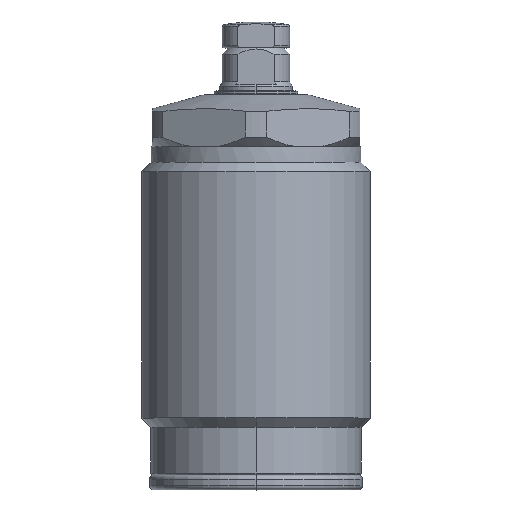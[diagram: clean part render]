
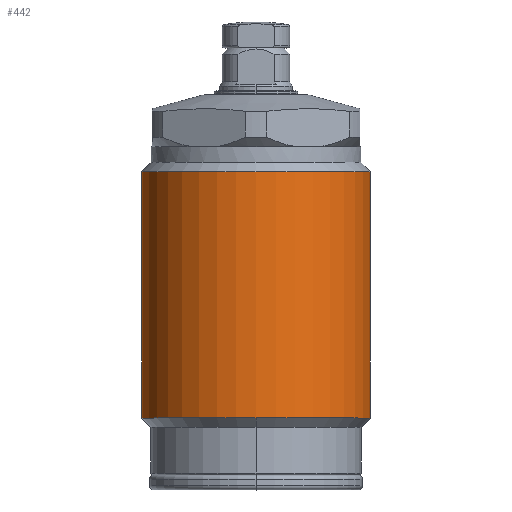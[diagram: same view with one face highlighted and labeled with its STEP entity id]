
A CAD part, top view. The second image highlights one B-rep face of the part: STEP entity #442.
In plain terms, the highlighted cylindrical face has radius 11 mm (diameter 22 mm), a full revolution.
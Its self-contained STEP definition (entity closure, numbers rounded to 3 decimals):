
#242=FACE_BOUND('',#779,.T.);
#243=FACE_BOUND('',#780,.T.);
#291=CYLINDRICAL_SURFACE('',#2667,11.);
#442=ADVANCED_FACE('',(#242,#243),#291,.T.);
#779=EDGE_LOOP('',(#1404));
#780=EDGE_LOOP('',(#1405,#1406,#1407,#1408,#1409,#1410));
#910=LINE('',#4295,#996);
#911=LINE('',#4300,#997);
#996=VECTOR('',#3314,1.);
#997=VECTOR('',#3317,1.);
#1404=ORIENTED_EDGE('',*,*,#2103,.T.);
#1405=ORIENTED_EDGE('',*,*,#2104,.T.);
#1406=ORIENTED_EDGE('',*,*,#2104,.F.);
#1407=ORIENTED_EDGE('',*,*,#2105,.T.);
#1408=ORIENTED_EDGE('',*,*,#2106,.T.);
#1409=ORIENTED_EDGE('',*,*,#2106,.F.);
#1410=ORIENTED_EDGE('',*,*,#2107,.T.);
#1833=VERTEX_POINT('',#4294);
#1834=VERTEX_POINT('',#4296);
#1835=VERTEX_POINT('',#4297);
#1836=VERTEX_POINT('',#4299);
#1837=VERTEX_POINT('',#4301);
#2103=EDGE_CURVE('',#1833,#1833,#2360,.T.);
#2104=EDGE_CURVE('',#1834,#1835,#910,.T.);
#2105=EDGE_CURVE('',#1834,#1836,#2361,.T.);
#2106=EDGE_CURVE('',#1836,#1837,#911,.T.);
#2107=EDGE_CURVE('',#1836,#1834,#2362,.T.);
#2360=CIRCLE('',#2664,11.);
#2361=CIRCLE('',#2665,11.);
#2362=CIRCLE('',#2666,11.);
#2664=AXIS2_PLACEMENT_3D('',#4293,#3312,#3313);
#2665=AXIS2_PLACEMENT_3D('',#4298,#3315,#3316);
#2666=AXIS2_PLACEMENT_3D('',#4302,#3318,#3319);
#2667=AXIS2_PLACEMENT_3D('',#4303,#3320,#3321);
#3312=DIRECTION('',(0.,-1.,0.));
#3313=DIRECTION('',(0.,0.,1.));
#3314=DIRECTION('',(0.,1.,0.));
#3315=DIRECTION('',(0.,1.,0.));
#3316=DIRECTION('',(0.,0.,1.));
#3317=DIRECTION('',(0.,1.,0.));
#3318=DIRECTION('',(0.,1.,0.));
#3319=DIRECTION('',(0.,0.,1.));
#3320=DIRECTION('',(0.,1.,0.));
#3321=DIRECTION('',(0.,0.,-1.));
#4293=CARTESIAN_POINT('',(0.,49.481,0.));
#4294=CARTESIAN_POINT('',(0.,49.481,11.));
#4295=CARTESIAN_POINT('',(0.,55.5,11.));
#4296=CARTESIAN_POINT('',(0.,25.781,11.));
#4297=CARTESIAN_POINT('',(0.,47.436,11.));
#4298=CARTESIAN_POINT('',(0.,25.781,0.));
#4299=CARTESIAN_POINT('',(0.,25.781,-11.));
#4300=CARTESIAN_POINT('',(0.,55.5,-11.));
#4301=CARTESIAN_POINT('',(0.,47.436,-11.));
#4302=CARTESIAN_POINT('',(0.,25.781,0.));
#4303=CARTESIAN_POINT('',(0.,55.5,0.));
